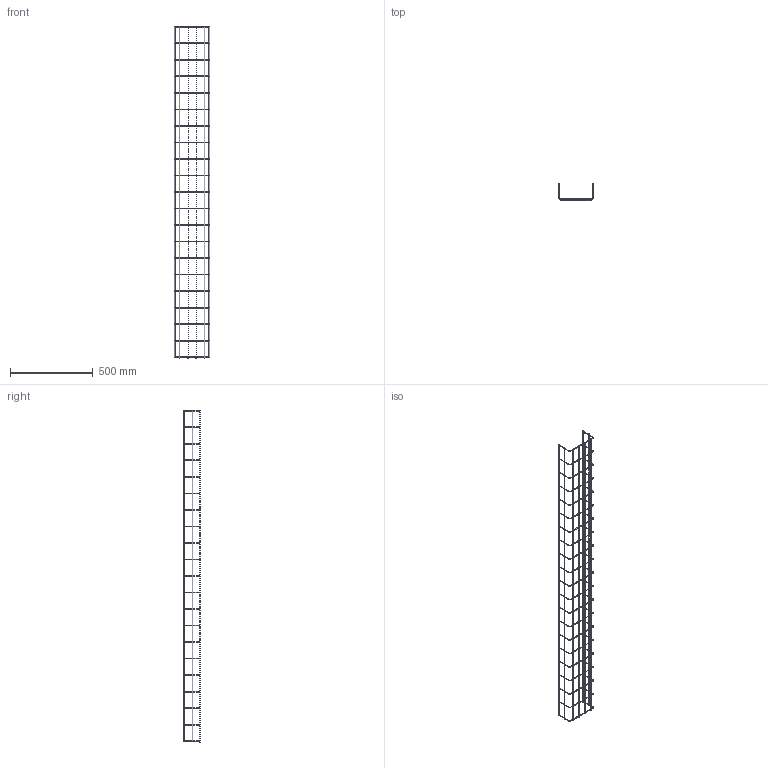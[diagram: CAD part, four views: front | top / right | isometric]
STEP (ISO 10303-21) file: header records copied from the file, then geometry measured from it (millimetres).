
FILE_DESCRIPTION (( 'STEP AP203' ), '1' );
FILE_NAME ('NE-30-100-200-2-38-EZ NESTA Ëîòîê ïðîâîëî÷íûé 100õ200õ2000-3,8 EZ IEK.STEP', '2022-11-11T12:10:57', ( '' ), ( '' ), 'SwSTEP 2.0', 'SolidWorks 2022', '' );
FILE_SCHEMA (( 'CONFIG_CONTROL_DESIGN' ));
Length unit declared in the file: millimetre
Products named in the file (1): NE-30-100-200-2-38-EZ NESTA Лоток проволочный 100х200х2000-3,8 EZ IEK
Bounding box: 213.72 x 99.98 x 2008.8 mm (x, y, z)
Volume: 272801.7 mm3; surface area: 287817.5 mm2
Topology: 29 solids, 29 shells, 486 faces, 948 edges, 520 vertices
Faces by surface type: cylinder 260, torus 168, plane 58
Full cylindrical faces by diameter (mm): 3.8 x8
Entity records: 12353 total; most frequent: DIRECTION 2602, CARTESIAN_POINT 1947, ORIENTED_EDGE 1880, AXIS2_PLACEMENT_3D 1175, EDGE_CURVE 940, CIRCLE 688, VERTEX_POINT 520, FACE_OUTER_BOUND 494
